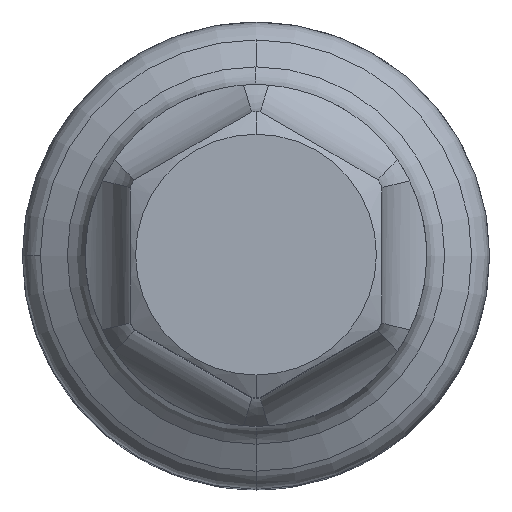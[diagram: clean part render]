
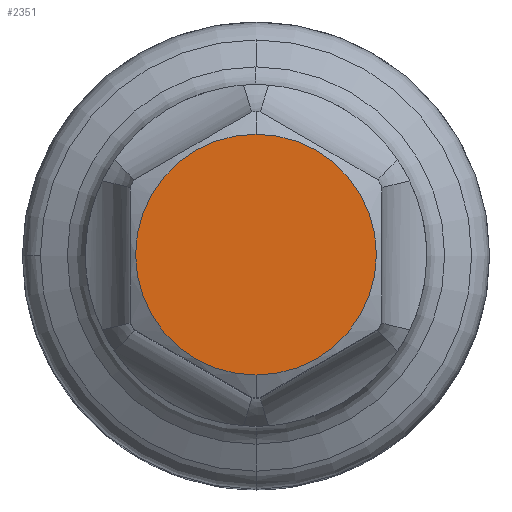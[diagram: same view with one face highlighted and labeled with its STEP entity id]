
A CAD part, top view. The second image highlights one B-rep face of the part: STEP entity #2351.
In plain terms, the highlighted planar face has unit normal (0, 0, 1).
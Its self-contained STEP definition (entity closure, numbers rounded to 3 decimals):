
#1104=CARTESIAN_POINT('',(0.,0.,28.));
#1105=DIRECTION('',(0.,0.,-1.));
#1106=DIRECTION('',(0.,1.,0.));
#1107=AXIS2_PLACEMENT_3D('',#1104,#1105,#1106);
#1109=CARTESIAN_POINT('',(0.,0.,28.));
#1110=DIRECTION('',(0.,0.,-1.));
#1111=DIRECTION('',(0.,-1.,0.));
#1112=AXIS2_PLACEMENT_3D('',#1109,#1110,#1111);
#1205=CARTESIAN_POINT('',(0.,3.35,28.));
#1206=CARTESIAN_POINT('',(0.,-3.35,28.));
#1207=VERTEX_POINT('',#1205);
#1208=VERTEX_POINT('',#1206);
#2342=CARTESIAN_POINT('',(0.,0.,28.));
#2343=DIRECTION('',(0.,0.,1.));
#2344=DIRECTION('',(0.,1.,0.));
#2345=AXIS2_PLACEMENT_3D('',#2342,#2343,#2344);
#2346=PLANE('',#2345);
#2347=ORIENTED_EDGE('',*,*,#1458,.T.);
#2348=ORIENTED_EDGE('',*,*,#1430,.T.);
#2349=EDGE_LOOP('',(#2347,#2348));
#2350=FACE_OUTER_BOUND('',#2349,.F.);
#2351=ADVANCED_FACE('',(#2350),#2346,.T.);
#1108=CIRCLE('',#1107,3.35);
#1113=CIRCLE('',#1112,3.35);
#1430=EDGE_CURVE('',#1208,#1207,#1113,.T.);
#1458=EDGE_CURVE('',#1207,#1208,#1108,.T.);
